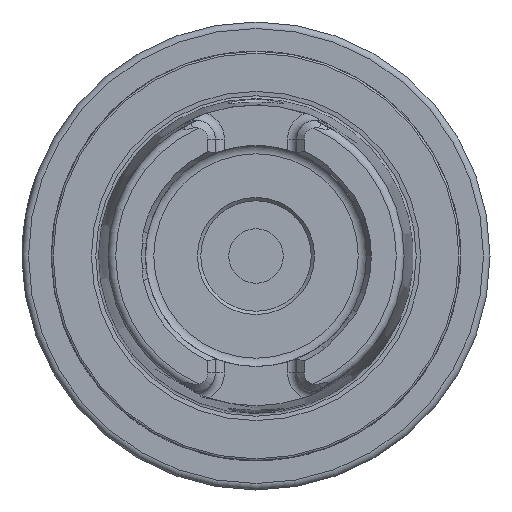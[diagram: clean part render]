
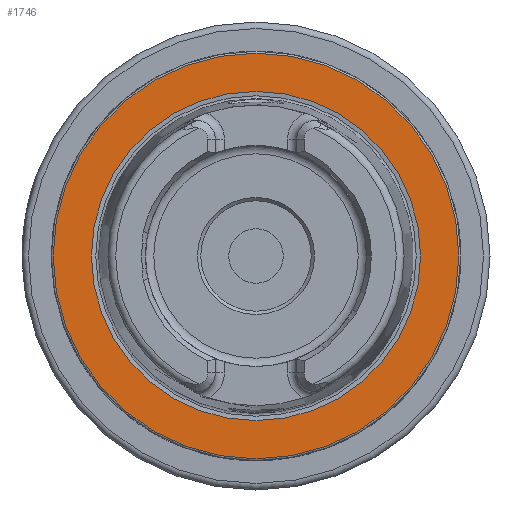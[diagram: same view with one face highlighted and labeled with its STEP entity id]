
A CAD part, left-side view. The second image highlights one B-rep face of the part: STEP entity #1746.
In plain terms, the highlighted planar face has unit normal (-1, 0, 0).
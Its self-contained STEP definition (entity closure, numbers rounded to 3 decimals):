
#959 = AXIS2_PLACEMENT_3D ( 'NONE', #10318, #2129, #7778 ) ;
#1070 = ORIENTED_EDGE ( 'NONE', *, *, #4506, .T. ) ;
#1114 = EDGE_LOOP ( 'NONE', ( #1070 ) ) ;
#1746 = ADVANCED_FACE ( 'NONE', ( #7557, #9946 ), #8351, .F. ) ;
#2129 = DIRECTION ( 'NONE',  ( -1., 0., 0. ) ) ;
#2771 = DIRECTION ( 'NONE',  ( 0., 0., -1. ) ) ;
#3162 = CARTESIAN_POINT ( 'NONE',  ( 0., 0., 0. ) ) ;
#4049 = EDGE_CURVE ( 'NONE', #8595, #8595, #6752, .T. ) ;
#4187 = VERTEX_POINT ( 'NONE', #10287 ) ;
#4489 = AXIS2_PLACEMENT_3D ( 'NONE', #3162, #8829, #4830 ) ;
#4494 = ORIENTED_EDGE ( 'NONE', *, *, #4049, .F. ) ;
#4506 = EDGE_CURVE ( 'NONE', #4187, #4187, #8516, .T. ) ;
#4830 = DIRECTION ( 'NONE',  ( 0., 0., 1. ) ) ;
#5218 = DIRECTION ( 'NONE',  ( 1., 0., 0. ) ) ;
#6752 = CIRCLE ( 'NONE', #959, 25.324 ) ;
#6883 = EDGE_LOOP ( 'NONE', ( #4494 ) ) ;
#7557 = FACE_BOUND ( 'NONE', #6883, .T. ) ;
#7672 = CARTESIAN_POINT ( 'NONE',  ( 0., 31.2, 0. ) ) ;
#7778 = DIRECTION ( 'NONE',  ( 0., 0., 1. ) ) ;
#8351 = PLANE ( 'NONE',  #9557 ) ;
#8516 = CIRCLE ( 'NONE', #4489, 31.2 ) ;
#8595 = VERTEX_POINT ( 'NONE', #10178 ) ;
#8829 = DIRECTION ( 'NONE',  ( -1., 0., 0. ) ) ;
#9557 = AXIS2_PLACEMENT_3D ( 'NONE', #7672, #5218, #2771 ) ;
#9946 = FACE_OUTER_BOUND ( 'NONE', #1114, .T. ) ;
#10178 = CARTESIAN_POINT ( 'NONE',  ( 0., 0., 25.324 ) ) ;
#10287 = CARTESIAN_POINT ( 'NONE',  ( 0., 0., 31.2 ) ) ;
#10318 = CARTESIAN_POINT ( 'NONE',  ( 0., 0., 0. ) ) ;
